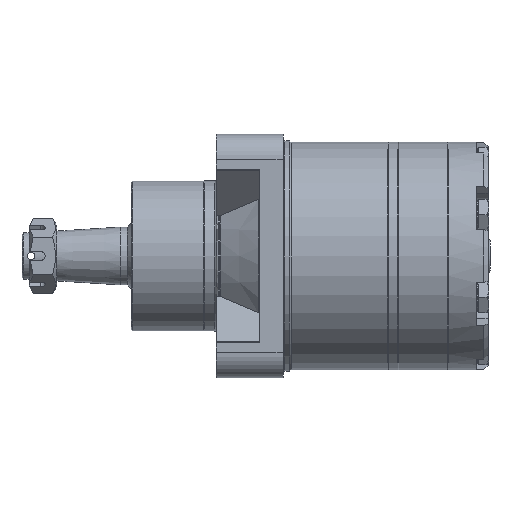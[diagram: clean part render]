
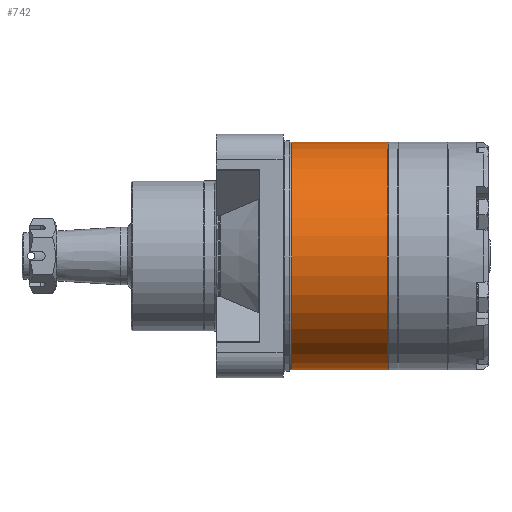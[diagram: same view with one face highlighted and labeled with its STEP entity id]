
A CAD part, front view. The second image highlights one B-rep face of the part: STEP entity #742.
In plain terms, the highlighted cylindrical face has radius 62.5 mm (diameter 125 mm), a full revolution.
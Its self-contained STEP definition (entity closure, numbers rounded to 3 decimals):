
#742 = ADVANCED_FACE( '', ( #1560, #1561 ), #1562, .T. );
#1560 = FACE_OUTER_BOUND( '', #2485, .T. );
#1561 = FACE_OUTER_BOUND( '', #2486, .T. );
#1562 = CYLINDRICAL_SURFACE( '', #2487, 62.5 );
#2485 = EDGE_LOOP( '', ( #4041 ) );
#2486 = EDGE_LOOP( '', ( #4042 ) );
#2487 = AXIS2_PLACEMENT_3D( '', #4043, #4044, #4045 );
#4041 = ORIENTED_EDGE( '', *, *, #5136, .F. );
#4042 = ORIENTED_EDGE( '', *, *, #5463, .T. );
#4043 = CARTESIAN_POINT( '', ( 94.8, 0., 0. ) );
#4044 = DIRECTION( '', ( -1., 0., 0. ) );
#4045 = DIRECTION( '', ( 0., 0., -1. ) );
#5136 = EDGE_CURVE( '', #6055, #6055, #6056, .T. );
#5463 = EDGE_CURVE( '', #6572, #6572, #6573, .T. );
#6055 = VERTEX_POINT( '', #7353 );
#6056 = CIRCLE( '', #7354, 62.5 );
#6572 = VERTEX_POINT( '', #8270 );
#6573 = CIRCLE( '', #8271, 62.5 );
#7353 = CARTESIAN_POINT( '', ( 94.3, 0., -62.5 ) );
#7354 = AXIS2_PLACEMENT_3D( '', #9354, #9355, #9356 );
#8270 = CARTESIAN_POINT( '', ( 41.507, 0., -62.5 ) );
#8271 = AXIS2_PLACEMENT_3D( '', #9785, #9786, #9787 );
#9354 = CARTESIAN_POINT( '', ( 94.3, 0., 0. ) );
#9355 = DIRECTION( '', ( 1., 0., 0. ) );
#9356 = DIRECTION( '', ( 0., 0., -1. ) );
#9785 = CARTESIAN_POINT( '', ( 41.507, 0., 0. ) );
#9786 = DIRECTION( '', ( 1., 0., 0. ) );
#9787 = DIRECTION( '', ( 0., 0., -1. ) );
